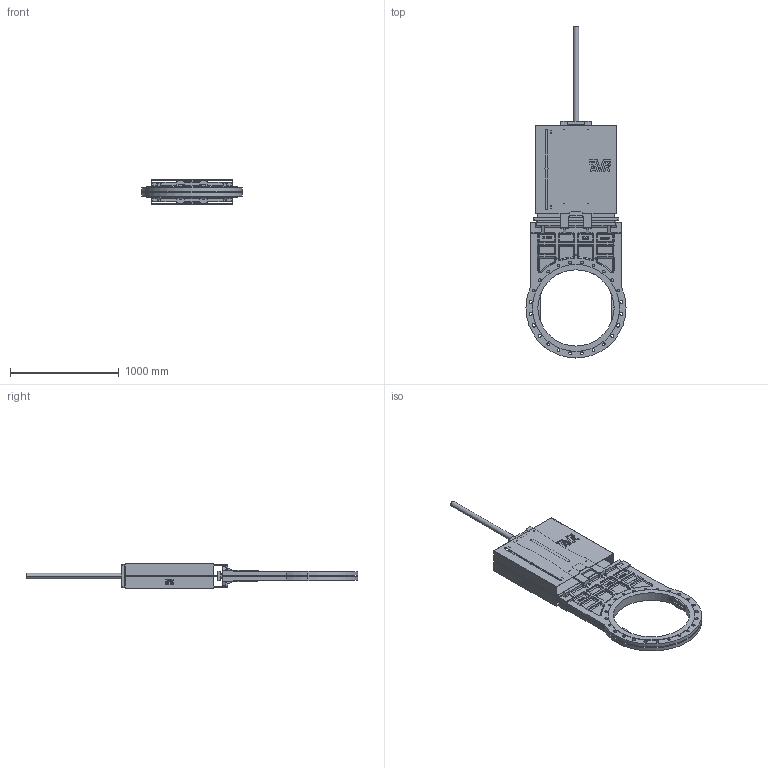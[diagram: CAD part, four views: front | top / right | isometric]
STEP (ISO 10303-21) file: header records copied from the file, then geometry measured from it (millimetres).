
FILE_DESCRIPTION (( 'STEP AP203' ), '1' );
FILE_NAME ('70270050034.STEP', '2017-04-20T15:14:36', ( '' ), ( '' ), 'SwSTEP 2.0', 'SolidWorks 2016', '' );
FILE_SCHEMA (( 'CONFIG_CONTROL_DESIGN' ));
Length unit declared in the file: millimetre
Products named in the file (1): 70270050034
Bounding box: 920 x 3050 x 223 mm (x, y, z)
Volume: 76556504.9 mm3; surface area: 7972962.7 mm2
Topology: 3 solids, 3 shells, 1642 faces, 4482 edges, 2866 vertices
Faces by surface type: plane 751, cylinder 597, bspline 152, torus 114, sphere 24, cone 4
Entity records: 62439 total; most frequent: CARTESIAN_POINT 20905, ORIENTED_EDGE 8904, DIRECTION 8318, EDGE_CURVE 4452, VERTEX_POINT 2866, AXIS2_PLACEMENT_3D 2791, VECTOR 2736, LINE 2736
